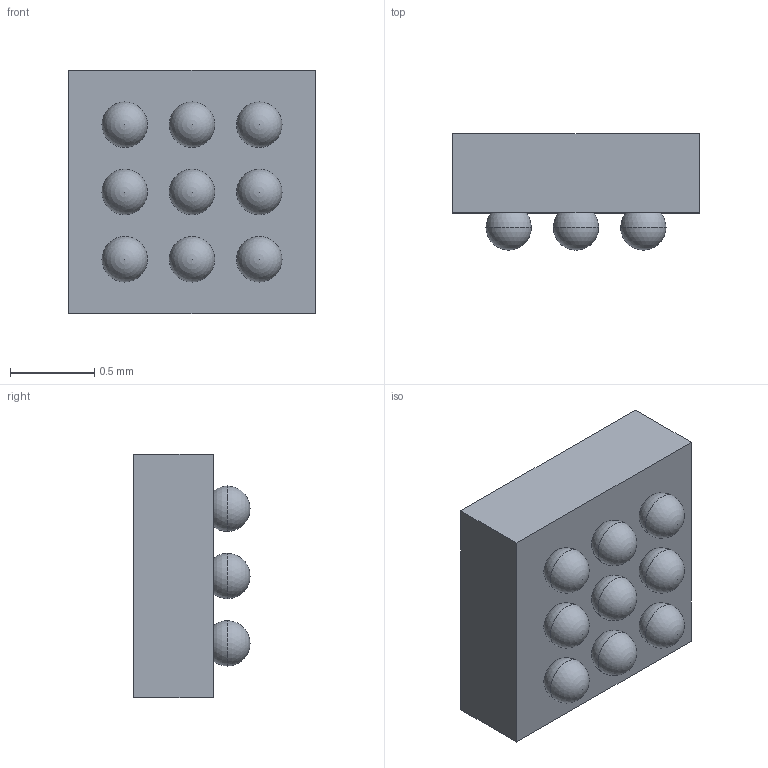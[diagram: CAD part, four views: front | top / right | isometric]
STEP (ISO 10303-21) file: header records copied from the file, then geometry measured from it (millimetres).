
FILE_DESCRIPTION (( 'STEP AP214' ), '1' );
FILE_NAME ('MAX17262REWL+T.STEP', '2022-02-01T22:57:55', ( '' ), ( '' ), 'SwSTEP 2.0', 'SolidWorks 2017', '' );
FILE_SCHEMA (( 'AUTOMOTIVE_DESIGN' ));
Length unit declared in the file: millimetre
Products named in the file (1): MAX17262REWL+T
Bounding box: 1.47 x 0.69 x 1.45 mm (x, y, z)
Volume: 1.1 mm3; surface area: 9 mm2
Topology: 11 solids, 11 shells, 60 faces, 156 edges, 110 vertices
Faces by surface type: plane 42, sphere 18
Entity records: 1886 total; most frequent: DIRECTION 278, CARTESIAN_POINT 273, ORIENTED_EDGE 240, EDGE_CURVE 120, AXIS2_PLACEMENT_3D 97, VERTEX_POINT 92, LINE 84, VECTOR 84
